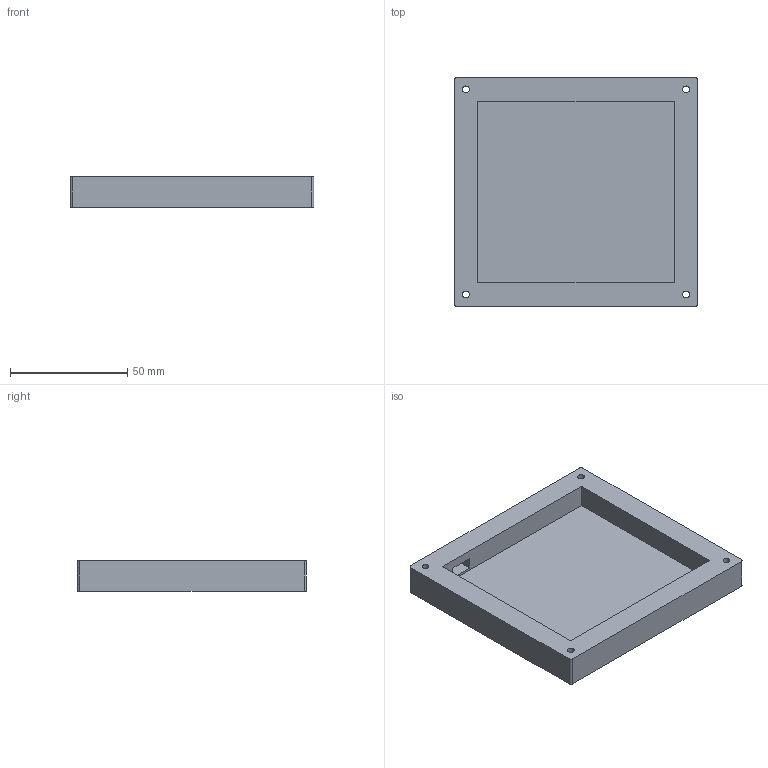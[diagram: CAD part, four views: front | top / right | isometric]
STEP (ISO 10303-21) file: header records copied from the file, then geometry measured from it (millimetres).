
FILE_DESCRIPTION(('HOOPS Exchange Step'),'2;1');
FILE_NAME('temp_export','2024-10-16T12:07:13+02:00',('barab'),('Shapr3D Limited'),'HOOPS Exchange 2024.2','Shapr3D','Authorized');
FILE_SCHEMA( ('AP242_MANAGED_MODEL_BASED_3D_ENGINEERING_MIM_LF {1 0 10303 442 1 1 4 }') );
Length unit declared in the file: millimetre
Products named in the file (1): root
Bounding box: 103.82 x 97.47 x 13 mm (x, y, z)
Volume: 65763.2 mm3; surface area: 29315.3 mm2
Topology: 1 solids, 1 shells, 609 faces, 1587 edges, 1058 vertices
Faces by surface type: plane 436, bspline 165, cylinder 8
Full cylindrical faces by diameter (mm): 2.9 x4
Entity records: 22947 total; most frequent: CARTESIAN_POINT 9025, ORIENTED_EDGE 3174, DIRECTION 2165, EDGE_CURVE 1587, VECTOR 1241, LINE 1241, VERTEX_POINT 1058, EDGE_LOOP 697
